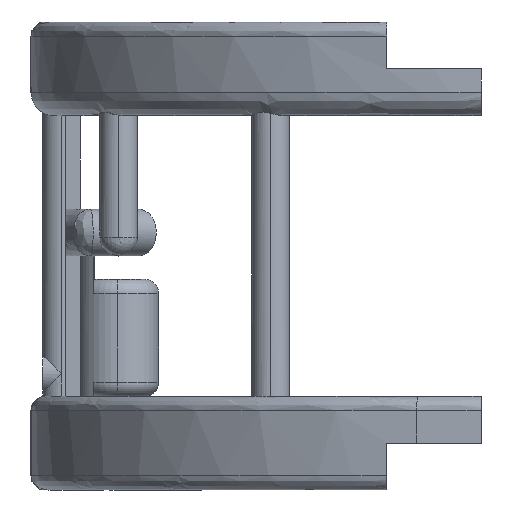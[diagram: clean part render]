
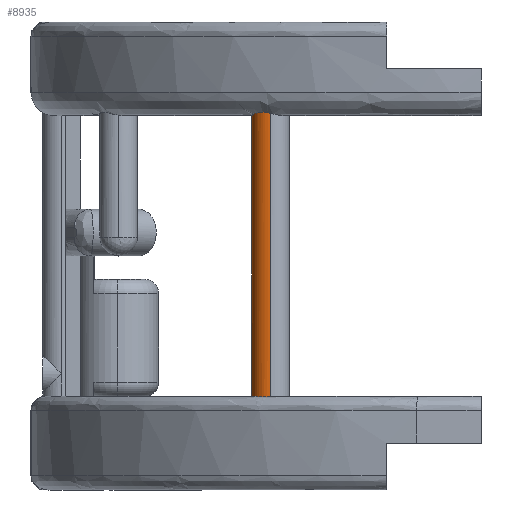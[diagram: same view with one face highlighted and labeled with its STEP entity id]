
A CAD part, left-side view. The second image highlights one B-rep face of the part: STEP entity #8935.
In plain terms, the highlighted cylindrical face has radius 4 mm (diameter 8 mm), a partial arc.
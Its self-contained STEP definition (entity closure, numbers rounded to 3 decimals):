
#65 = LINE ( 'NONE', #7574, #2122 ) ;
#134 = B_SPLINE_CURVE_WITH_KNOTS ( 'NONE', 3,
 ( #9284, #1325, #7874, #8608, #4268, #7196, #1233, #9333, #2007, #4319, #615, #3552, #6483, #664, #5761, #2681, #2872, #8699 ),
 .UNSPECIFIED., .F., .F.,
 ( 4, 2, 2, 2, 2, 2, 2, 2, 4 ),
 ( 0.003, 0.004, 0.005, 0.006, 0.006, 0.007, 0.008, 0.009, 0.01 ),
 .UNSPECIFIED. ) ;
#145 = AXIS2_PLACEMENT_3D ( 'NONE', #5142, #8073, #5098 ) ;
#306 = CARTESIAN_POINT ( 'NONE',  ( -62.09, 46.604, 0.106 ) ) ;
#344 = CARTESIAN_POINT ( 'NONE',  ( -69.762, 45., 0.479 ) ) ;
#466 = CARTESIAN_POINT ( 'NONE',  ( -62.73, 47.609, 0. ) ) ;
#547 = CARTESIAN_POINT ( 'NONE',  ( -68.932, 47.461, -60.035 ) ) ;
#615 = CARTESIAN_POINT ( 'NONE',  ( -68.008, 48.321, 0.429 ) ) ;
#659 = CARTESIAN_POINT ( 'NONE',  ( -61.762, 45., -60.451 ) ) ;
#664 = CARTESIAN_POINT ( 'NONE',  ( -66.755, 48.884, 0.138 ) ) ;
#773 = VERTEX_POINT ( 'NONE', #4393 ) ;
#1198 = CARTESIAN_POINT ( 'NONE',  ( -62.192, 46.821, 0.068 ) ) ;
#1233 = CARTESIAN_POINT ( 'NONE',  ( -69.162, 47.126, 0.681 ) ) ;
#1325 = CARTESIAN_POINT ( 'NONE',  ( -69.762, 45.275, 0.534 ) ) ;
#1356 = CARTESIAN_POINT ( 'NONE',  ( -69.439, 46.608, -60.049 ) ) ;
#1374 = EDGE_CURVE ( 'NONE', #5657, #8480, #134, .T. ) ;
#1393 = ORIENTED_EDGE ( 'NONE', *, *, #4436, .F. ) ;
#1720 = VERTEX_POINT ( 'NONE', #3877 ) ;
#1783 = CARTESIAN_POINT ( 'NONE',  ( -61.783, 45.472, 0.348 ) ) ;
#1846 = DIRECTION ( 'NONE',  ( 0., 0., -1. ) ) ;
#1987 = ORIENTED_EDGE ( 'NONE', *, *, #9513, .T. ) ;
#2007 = CARTESIAN_POINT ( 'NONE',  ( -68.646, 47.785, 0.588 ) ) ;
#2015 = DIRECTION ( 'NONE',  ( 0., 0., -1. ) ) ;
#2122 = VECTOR ( 'NONE', #8871, 1000. ) ;
#2246 = FACE_OUTER_BOUND ( 'NONE', #9196, .T. ) ;
#2282 = ORIENTED_EDGE ( 'NONE', *, *, #5856, .T. ) ;
#2375 = CARTESIAN_POINT ( 'NONE',  ( -61.926, 46.161, -60.194 ) ) ;
#2550 = ORIENTED_EDGE ( 'NONE', *, *, #3229, .F. ) ;
#2587 = VERTEX_POINT ( 'NONE', #6949 ) ;
#2681 = CARTESIAN_POINT ( 'NONE',  ( -65.928, 49.006, 0.021 ) ) ;
#2705 = CARTESIAN_POINT ( 'NONE',  ( -69.127, 47.187, -60.045 ) ) ;
#2872 = CARTESIAN_POINT ( 'NONE',  ( -65.643, 49.008, 0. ) ) ;
#2931 = DIRECTION ( 'NONE',  ( 0., 0., -1. ) ) ;
#3145 = CARTESIAN_POINT ( 'NONE',  ( -62.089, 46.603, -60.106 ) ) ;
#3229 = EDGE_CURVE ( 'NONE', #773, #2587, #3996, .T. ) ;
#3285 = CARTESIAN_POINT ( 'NONE',  ( -61.865, 45.933, 0.245 ) ) ;
#3483 = CARTESIAN_POINT ( 'NONE',  ( -69.762, 45., -60.003 ) ) ;
#3552 = CARTESIAN_POINT ( 'NONE',  ( -67.533, 48.597, 0.309 ) ) ;
#3579 = CARTESIAN_POINT ( 'NONE',  ( -68.24, 48.157, -60. ) ) ;
#3591 = CARTESIAN_POINT ( 'NONE',  ( -61.762, 45.236, -60.401 ) ) ;
#3877 = CARTESIAN_POINT ( 'NONE',  ( -61.762, 45., 0.451 ) ) ;
#3996 = CIRCLE ( 'NONE', #5680, 4. ) ;
#4100 = CARTESIAN_POINT ( 'NONE',  ( -62.571, 47.425, 0. ) ) ;
#4130 = CIRCLE ( 'NONE', #145, 4. ) ;
#4268 = CARTESIAN_POINT ( 'NONE',  ( -69.531, 46.366, 0.679 ) ) ;
#4315 = CARTESIAN_POINT ( 'NONE',  ( -61.864, 45.931, -60.245 ) ) ;
#4319 = CARTESIAN_POINT ( 'NONE',  ( -68.231, 48.159, 0.487 ) ) ;
#4393 = CARTESIAN_POINT ( 'NONE',  ( -67.962, 48.34, -60. ) ) ;
#4403 = CARTESIAN_POINT ( 'NONE',  ( -62.571, 47.425, -60. ) ) ;
#4436 = EDGE_CURVE ( 'NONE', #5657, #7263, #65, .T. ) ;
#4585 = CARTESIAN_POINT ( 'NONE',  ( -62.43, 47.226, -60.016 ) ) ;
#4776 = CARTESIAN_POINT ( 'NONE',  ( -61.926, 46.159, 0.194 ) ) ;
#5019 = CARTESIAN_POINT ( 'NONE',  ( -67.962, 48.34, -60. ) ) ;
#5069 = CARTESIAN_POINT ( 'NONE',  ( -69.559, 46.299, -60.043 ) ) ;
#5098 = DIRECTION ( 'NONE',  ( -1., 0., 0. ) ) ;
#5142 = CARTESIAN_POINT ( 'NONE',  ( -65.762, 45., 0. ) ) ;
#5149 = EDGE_CURVE ( 'NONE', #773, #7263, #5335, .T. ) ;
#5158 = B_SPLINE_CURVE_WITH_KNOTS ( 'NONE', 3,
 ( #659, #3591, #6525, #4315, #2375, #3145, #6077, #4585, #4403, #6625 ),
 .UNSPECIFIED., .F., .F.,
 ( 4, 2, 2, 2, 4 ),
 ( 0.007, 0.007, 0.008, 0.009, 0.009 ),
 .UNSPECIFIED. ) ;
#5186 = DIRECTION ( 'NONE',  ( -1., 0., 0. ) ) ;
#5335 = B_SPLINE_CURVE_WITH_KNOTS ( 'NONE', 3,
 ( #5019, #3579, #8585, #547, #2705, #1356, #5069, #7946, #7229, #3483 ),
 .UNSPECIFIED., .F., .F.,
 ( 4, 2, 2, 2, 4 ),
 ( 0., 0.001, 0.002, 0.003, 0.004 ),
 .UNSPECIFIED. ) ;
#5515 = CARTESIAN_POINT ( 'NONE',  ( -69.762, 45., -60.003 ) ) ;
#5571 = ORIENTED_EDGE ( 'NONE', *, *, #6082, .T. ) ;
#5594 = CARTESIAN_POINT ( 'NONE',  ( -61.762, 45., 0.451 ) ) ;
#5604 = CARTESIAN_POINT ( 'NONE',  ( -65.762, 45., -60. ) ) ;
#5657 = VERTEX_POINT ( 'NONE', #344 ) ;
#5680 = AXIS2_PLACEMENT_3D ( 'NONE', #5604, #1846, #6322 ) ;
#5761 = CARTESIAN_POINT ( 'NONE',  ( -66.486, 48.944, 0.09 ) ) ;
#5794 = CARTESIAN_POINT ( 'NONE',  ( -65.36, 48.98, 0. ) ) ;
#5856 = EDGE_CURVE ( 'NONE', #8480, #9263, #4130, .T. ) ;
#6016 = ORIENTED_EDGE ( 'NONE', *, *, #6617, .T. ) ;
#6077 = CARTESIAN_POINT ( 'NONE',  ( -62.19, 46.816, -60.069 ) ) ;
#6082 = EDGE_CURVE ( 'NONE', #9480, #2587, #5158, .T. ) ;
#6086 = CARTESIAN_POINT ( 'NONE',  ( -61.762, 45., -60.451 ) ) ;
#6322 = DIRECTION ( 'NONE',  ( -1., 0., 0. ) ) ;
#6483 = CARTESIAN_POINT ( 'NONE',  ( -67.278, 48.712, 0.247 ) ) ;
#6525 = CARTESIAN_POINT ( 'NONE',  ( -61.782, 45.469, -60.349 ) ) ;
#6617 = EDGE_CURVE ( 'NONE', #1720, #9480, #8565, .T. ) ;
#6625 = CARTESIAN_POINT ( 'NONE',  ( -62.73, 47.609, -60. ) ) ;
#6844 = B_SPLINE_CURVE_WITH_KNOTS ( 'NONE', 3,
 ( #7614, #4100, #6890, #1198, #306, #4776, #3285, #1783, #7747, #5594 ),
 .UNSPECIFIED., .F., .F.,
 ( 4, 2, 2, 2, 4 ),
 ( 0., 0.001, 0.001, 0.002, 0.003 ),
 .UNSPECIFIED. ) ;
#6890 = CARTESIAN_POINT ( 'NONE',  ( -62.433, 47.231, 0.015 ) ) ;
#6906 = VECTOR ( 'NONE', #2015, 1000. ) ;
#6949 = CARTESIAN_POINT ( 'NONE',  ( -62.73, 47.609, -60. ) ) ;
#7196 = CARTESIAN_POINT ( 'NONE',  ( -69.305, 46.877, 0.692 ) ) ;
#7229 = CARTESIAN_POINT ( 'NONE',  ( -69.762, 45.33, -60.009 ) ) ;
#7263 = VERTEX_POINT ( 'NONE', #5515 ) ;
#7401 = CYLINDRICAL_SURFACE ( 'NONE', #9396, 4. ) ;
#7574 = CARTESIAN_POINT ( 'NONE',  ( -69.762, 45., 10. ) ) ;
#7614 = CARTESIAN_POINT ( 'NONE',  ( -62.73, 47.609, 0. ) ) ;
#7747 = CARTESIAN_POINT ( 'NONE',  ( -61.762, 45.235, 0.402 ) ) ;
#7874 = CARTESIAN_POINT ( 'NONE',  ( -69.734, 45.549, 0.583 ) ) ;
#7946 = CARTESIAN_POINT ( 'NONE',  ( -69.721, 45.656, -60.023 ) ) ;
#8073 = DIRECTION ( 'NONE',  ( 0., 0., -1. ) ) ;
#8115 = ORIENTED_EDGE ( 'NONE', *, *, #5149, .T. ) ;
#8480 = VERTEX_POINT ( 'NONE', #5794 ) ;
#8565 = LINE ( 'NONE', #9342, #6906 ) ;
#8585 = CARTESIAN_POINT ( 'NONE',  ( -68.489, 47.944, -60.012 ) ) ;
#8608 = CARTESIAN_POINT ( 'NONE',  ( -69.617, 46.101, 0.657 ) ) ;
#8699 = CARTESIAN_POINT ( 'NONE',  ( -65.36, 48.98, 0. ) ) ;
#8716 = ORIENTED_EDGE ( 'NONE', *, *, #1374, .T. ) ;
#8871 = DIRECTION ( 'NONE',  ( 0., 0., -1. ) ) ;
#8935 = ADVANCED_FACE ( 'NONE', ( #2246 ), #7401, .T. ) ;
#9196 = EDGE_LOOP ( 'NONE', ( #1987, #6016, #5571, #2550, #8115, #1393, #8716, #2282 ) ) ;
#9263 = VERTEX_POINT ( 'NONE', #466 ) ;
#9284 = CARTESIAN_POINT ( 'NONE',  ( -69.762, 45., 0.479 ) ) ;
#9333 = CARTESIAN_POINT ( 'NONE',  ( -68.832, 47.579, 0.629 ) ) ;
#9342 = CARTESIAN_POINT ( 'NONE',  ( -61.762, 45., 10. ) ) ;
#9390 = CARTESIAN_POINT ( 'NONE',  ( -65.762, 45., 10. ) ) ;
#9396 = AXIS2_PLACEMENT_3D ( 'NONE', #9390, #2931, #5186 ) ;
#9480 = VERTEX_POINT ( 'NONE', #6086 ) ;
#9513 = EDGE_CURVE ( 'NONE', #9263, #1720, #6844, .T. ) ;
